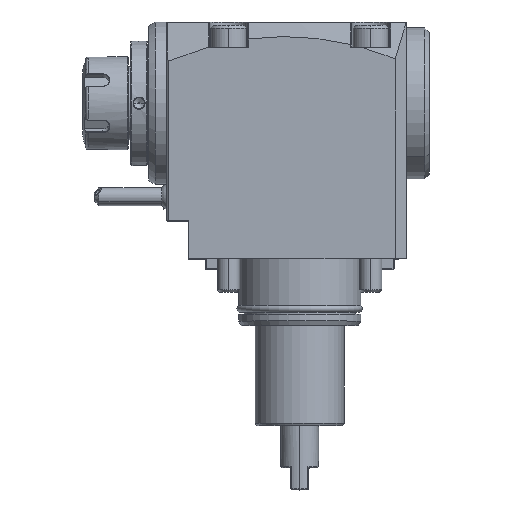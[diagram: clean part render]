
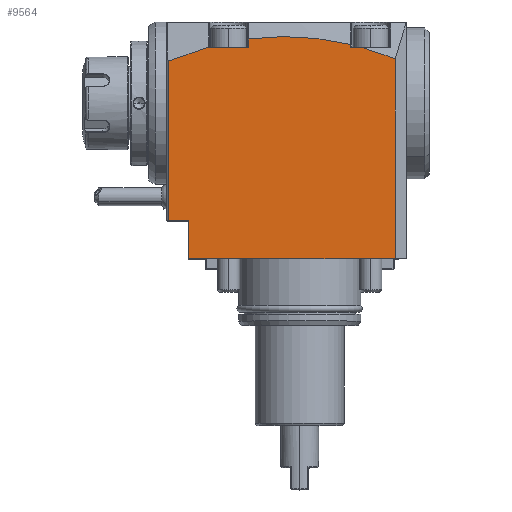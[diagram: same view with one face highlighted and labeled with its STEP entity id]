
A CAD part, top view. The second image highlights one B-rep face of the part: STEP entity #9564.
In plain terms, the highlighted planar face has unit normal (0, 0, 1).
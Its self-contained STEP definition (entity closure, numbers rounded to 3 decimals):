
#1789=DIRECTION('',(0.,1.,0.));
#1790=VECTOR('',#1789,89.954);
#1791=CARTESIAN_POINT('',(103.,0.,42.5));
#1792=LINE('',#1791,#1790);
#1820=DIRECTION('',(-1.,0.,0.));
#1821=VECTOR('',#1820,93.);
#1822=CARTESIAN_POINT('',(103.,0.,42.5));
#1823=LINE('',#1822,#1821);
#2341=DIRECTION('',(0.,1.,0.));
#2342=VECTOR('',#2341,17.);
#2343=CARTESIAN_POINT('',(10.,0.,42.5));
#2344=LINE('',#2343,#2342);
#2345=DIRECTION('',(1.,0.,0.));
#2346=VECTOR('',#2345,9.);
#2347=CARTESIAN_POINT('',(1.,17.,42.5));
#2348=LINE('',#2347,#2346);
#2349=DIRECTION('',(0.,1.,0.));
#2350=VECTOR('',#2349,71.4);
#2351=CARTESIAN_POINT('',(1.,17.5,42.5));
#2352=LINE('',#2351,#2350);
#2353=CARTESIAN_POINT('',(18.964,95.187,42.5));
#2354=CARTESIAN_POINT('',(12.837,93.491,42.5));
#2355=CARTESIAN_POINT('',(6.855,91.378,42.5));
#2356=CARTESIAN_POINT('',(1.,88.9,42.5));
#2358=DIRECTION('',(-0.268,0.963,0.));
#2359=VECTOR('',#2358,0.194);
#2360=CARTESIAN_POINT('',(19.016,95.,42.5));
#2361=LINE('',#2360,#2359);
#2362=DIRECTION('',(0.,-1.,0.));
#2363=VECTOR('',#2362,3.865);
#2364=CARTESIAN_POINT('',(37.,98.865,42.5));
#2365=LINE('',#2364,#2363);
#2366=CARTESIAN_POINT('',(37.,98.865,42.5));
#2367=CARTESIAN_POINT('',(52.484,100.895,42.5));
#2368=CARTESIAN_POINT('',(67.814,100.013,42.5));
#2369=CARTESIAN_POINT('',(83.,96.373,42.5));
#2371=DIRECTION('',(0.,1.,0.));
#2372=VECTOR('',#2371,1.373);
#2373=CARTESIAN_POINT('',(83.,95.,42.5));
#2374=LINE('',#2373,#2372);
#2375=CARTESIAN_POINT('',(88.259,95.,42.5));
#2376=CARTESIAN_POINT('',(93.264,93.587,42.5));
#2377=CARTESIAN_POINT('',(98.175,91.896,42.5));
#2378=CARTESIAN_POINT('',(103.,89.954,42.5));
#2380=DIRECTION('',(0.,1.,0.));
#2381=VECTOR('',#2380,0.5);
#2382=CARTESIAN_POINT('',(1.,17.,42.5));
#2383=LINE('',#2382,#2381);
#2404=CARTESIAN_POINT('',(1.,88.9,42.5));
#2484=DIRECTION('',(-1.,0.,0.));
#2485=VECTOR('',#2484,17.984);
#2486=CARTESIAN_POINT('',(37.,95.,42.5));
#2487=LINE('',#2486,#2485);
#2629=DIRECTION('',(-1.,0.,0.));
#2630=VECTOR('',#2629,5.259);
#2631=CARTESIAN_POINT('',(88.259,95.,42.5));
#2632=LINE('',#2631,#2630);
#2686=CARTESIAN_POINT('',(37.,98.865,42.5));
#4623=VERTEX_POINT('',#2375);
#4624=VERTEX_POINT('',#2378);
#4625=VERTEX_POINT('',#2404);
#4644=CARTESIAN_POINT('',(19.016,95.,42.5));
#4646=VERTEX_POINT('',#4644);
#4655=CARTESIAN_POINT('',(18.964,95.187,42.5));
#4656=VERTEX_POINT('',#4655);
#4660=VERTEX_POINT('',#2686);
#4661=CARTESIAN_POINT('',(37.,95.,42.5));
#4662=VERTEX_POINT('',#4661);
#4681=VERTEX_POINT('',#2369);
#4695=CARTESIAN_POINT('',(83.,95.,42.5));
#4697=VERTEX_POINT('',#4695);
#5257=CARTESIAN_POINT('',(103.,0.,42.5));
#5258=VERTEX_POINT('',#5257);
#5304=CARTESIAN_POINT('',(10.,0.,42.5));
#5306=VERTEX_POINT('',#5304);
#5307=CARTESIAN_POINT('',(1.,17.,42.5));
#5308=CARTESIAN_POINT('',(10.,17.,42.5));
#5309=VERTEX_POINT('',#5307);
#5310=VERTEX_POINT('',#5308);
#5348=CARTESIAN_POINT('',(1.,17.5,42.5));
#5350=VERTEX_POINT('',#5348);
#9533=CARTESIAN_POINT('',(0.,106.5,42.5));
#9534=DIRECTION('',(0.,0.,1.));
#9535=DIRECTION('',(0.,-1.,0.));
#9536=AXIS2_PLACEMENT_3D('',#9533,#9534,#9535);
#9537=PLANE('',#9536);
#9538=ORIENTED_EDGE('',*,*,#8677,.F.);
#9539=ORIENTED_EDGE('',*,*,#8698,.T.);
#9540=ORIENTED_EDGE('',*,*,#9526,.T.);
#9541=ORIENTED_EDGE('',*,*,#9515,.F.);
#9543=ORIENTED_EDGE('',*,*,#9542,.T.);
#9545=ORIENTED_EDGE('',*,*,#9544,.T.);
#9547=ORIENTED_EDGE('',*,*,#9546,.F.);
#9549=ORIENTED_EDGE('',*,*,#9548,.F.);
#9551=ORIENTED_EDGE('',*,*,#9550,.F.);
#9553=ORIENTED_EDGE('',*,*,#9552,.F.);
#9555=ORIENTED_EDGE('',*,*,#9554,.T.);
#9557=ORIENTED_EDGE('',*,*,#9556,.F.);
#9559=ORIENTED_EDGE('',*,*,#9558,.F.);
#9561=ORIENTED_EDGE('',*,*,#9560,.T.);
#9562=EDGE_LOOP('',(#9538,#9539,#9540,#9541,#9543,#9545,#9547,#9549,#9551,#9553,
#9555,#9557,#9559,#9561));
#9563=FACE_OUTER_BOUND('',#9562,.F.);
#2357=B_SPLINE_CURVE_WITH_KNOTS('',3,(#2353,#2354,#2355,#2356),.UNSPECIFIED.,
.F.,.F.,(4,4),(0.,1.),.UNSPECIFIED.);
#2370=B_SPLINE_CURVE_WITH_KNOTS('',3,(#2366,#2367,#2368,#2369),.UNSPECIFIED.,
.F.,.F.,(4,4),(0.,1.),.UNSPECIFIED.);
#2379=B_SPLINE_CURVE_WITH_KNOTS('',3,(#2375,#2376,#2377,#2378),.UNSPECIFIED.,
.F.,.F.,(4,4),(0.,1.),.UNSPECIFIED.);
#8677=EDGE_CURVE('',#5258,#4624,#1792,.T.);
#8698=EDGE_CURVE('',#5258,#5306,#1823,.T.);
#9515=EDGE_CURVE('',#5309,#5310,#2348,.T.);
#9526=EDGE_CURVE('',#5306,#5310,#2344,.T.);
#9542=EDGE_CURVE('',#5309,#5350,#2383,.T.);
#9544=EDGE_CURVE('',#5350,#4625,#2352,.T.);
#9546=EDGE_CURVE('',#4656,#4625,#2357,.T.);
#9548=EDGE_CURVE('',#4646,#4656,#2361,.T.);
#9550=EDGE_CURVE('',#4662,#4646,#2487,.T.);
#9552=EDGE_CURVE('',#4660,#4662,#2365,.T.);
#9554=EDGE_CURVE('',#4660,#4681,#2370,.T.);
#9556=EDGE_CURVE('',#4697,#4681,#2374,.T.);
#9558=EDGE_CURVE('',#4623,#4697,#2632,.T.);
#9560=EDGE_CURVE('',#4623,#4624,#2379,.T.);
#9564=ADVANCED_FACE('',(#9563),#9537,.T.);
